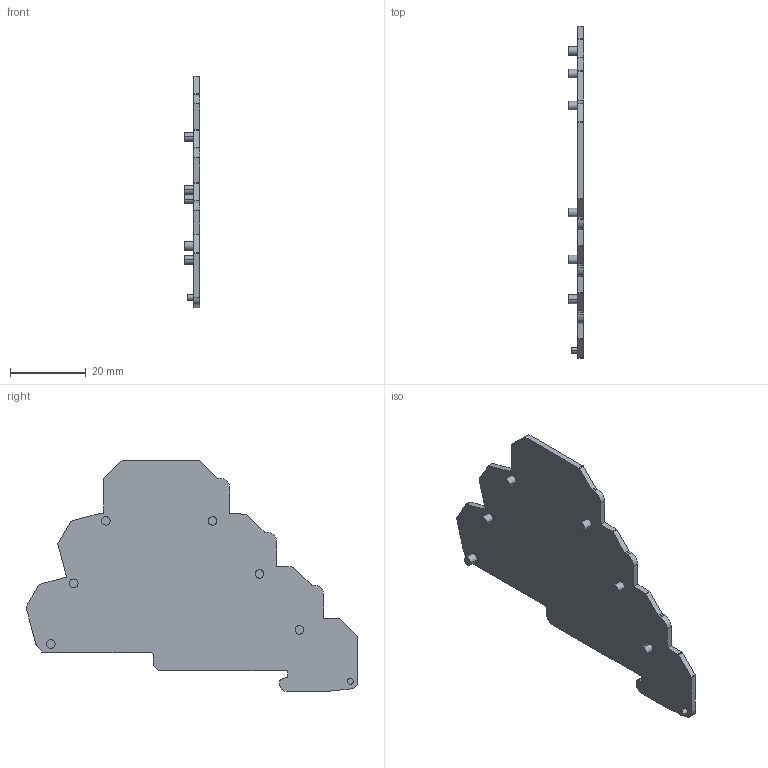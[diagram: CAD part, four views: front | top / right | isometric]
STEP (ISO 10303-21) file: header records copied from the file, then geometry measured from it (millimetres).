
FILE_DESCRIPTION(('CATIA V5R20 STEP214'),'2;1');
FILE_NAME ('5888614_2', '2014-07-04T09:48:45+00:00', ('Weidmueller Interface'), ('Weidmueller'), 'CATIA Version 5 Release 20 SP 5 (IN-10)', 'CATIA V5 STEP AP214', 'none');
FILE_SCHEMA(('AUTOMOTIVE_DESIGN { 1 0 10303 214 1 1 1 1 }'));
Length unit declared in the file: millimetre
Products named in the file (1): AP_MAK_2_5_DB_S3D
Bounding box: 3.98 x 87.8 x 61.25 mm (x, y, z)
Volume: 5028.8 mm3; surface area: 7140.6 mm2
Topology: 1 solids, 1 shells, 82 faces, 219 edges, 146 vertices
Faces by surface type: plane 43, cylinder 39
Entity records: 3047 total; most frequent: ORIENTED_EDGE 438, CARTESIAN_POINT 437, DIRECTION 361, EDGE_CURVE 219, AXIS2_PLACEMENT_3D 150, VERTEX_POINT 146, VECTOR 141, LINE 141
